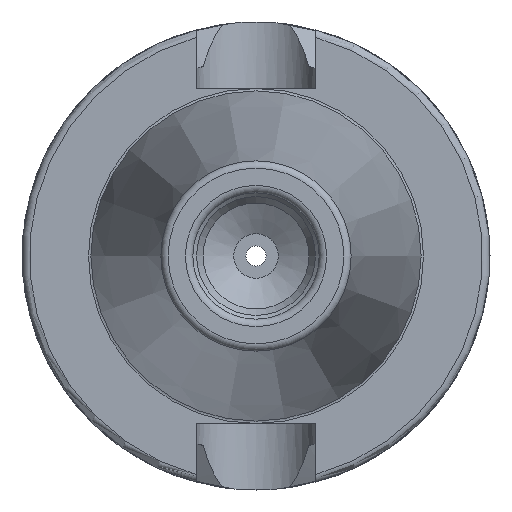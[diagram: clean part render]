
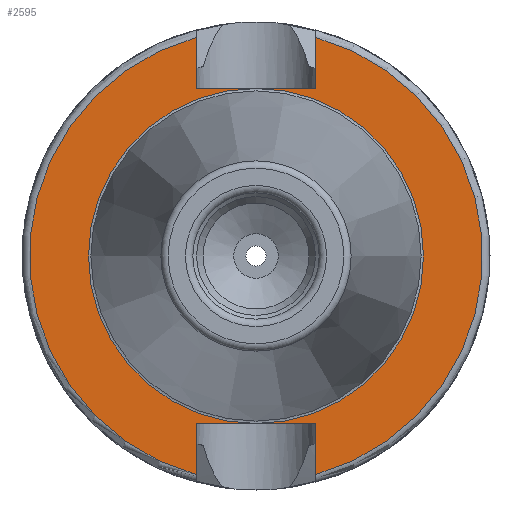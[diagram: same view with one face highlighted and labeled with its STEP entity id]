
A CAD part, left-side view. The second image highlights one B-rep face of the part: STEP entity #2595.
In plain terms, the highlighted planar face has unit normal (-1, 0, 0).
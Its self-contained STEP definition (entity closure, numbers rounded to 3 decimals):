
#846=CARTESIAN_POINT('',(2.,8.05,-22.6));
#847=VERTEX_POINT('',#846);
#854=CARTESIAN_POINT('',(2.,8.05,-29.418));
#855=VERTEX_POINT('',#854);
#856=CARTESIAN_POINT('',(2.,8.05,-29.418));
#857=DIRECTION('',(0.0,0.0,1.0));
#858=VECTOR('',#857,6.818);
#859=LINE('',#856,#858);
#860=EDGE_CURVE('',#855,#847,#859,.T.);
#937=CARTESIAN_POINT('',(2.,-8.05,-29.418));
#938=VERTEX_POINT('',#937);
#952=CARTESIAN_POINT('',(2.,-8.05,-22.6));
#953=VERTEX_POINT('',#952);
#954=CARTESIAN_POINT('',(2.,-8.05,-22.6));
#955=DIRECTION('',(0.0,0.0,-1.0));
#956=VECTOR('',#955,6.818);
#957=LINE('',#954,#956);
#958=EDGE_CURVE('',#953,#938,#957,.T.);
#975=CARTESIAN_POINT('',(2.,8.05,-22.6));
#976=DIRECTION('',(0.0,-1.0,0.0));
#977=VECTOR('',#976,16.1);
#978=LINE('',#975,#977);
#979=EDGE_CURVE('',#847,#953,#978,.T.);
#1194=CARTESIAN_POINT('',(2.,8.05,29.418));
#1195=VERTEX_POINT('',#1194);
#1196=CARTESIAN_POINT('',(2.,0.,0.0));
#1197=DIRECTION('',(1.0,0.0,0.0));
#1198=DIRECTION('',(0.0,1.0,0.0));
#1199=AXIS2_PLACEMENT_3D('',#1196,#1197,#1198);
#1200=CIRCLE('',#1199,30.5);
#1201=EDGE_CURVE('',#855,#1195,#1200,.T.);
#1280=CARTESIAN_POINT('',(2.,-8.05,22.6));
#1281=VERTEX_POINT('',#1280);
#1288=CARTESIAN_POINT('',(2.,-8.05,29.418));
#1289=VERTEX_POINT('',#1288);
#1290=CARTESIAN_POINT('',(2.,-8.05,29.418));
#1291=DIRECTION('',(0.0,0.0,-1.0));
#1292=VECTOR('',#1291,6.818);
#1293=LINE('',#1290,#1292);
#1294=EDGE_CURVE('',#1289,#1281,#1293,.T.);
#1344=CARTESIAN_POINT('',(2.,8.05,22.6));
#1345=VERTEX_POINT('',#1344);
#1346=CARTESIAN_POINT('',(2.,8.05,22.6));
#1347=DIRECTION('',(0.0,0.0,1.0));
#1348=VECTOR('',#1347,6.818);
#1349=LINE('',#1346,#1348);
#1350=EDGE_CURVE('',#1345,#1195,#1349,.T.);
#1367=CARTESIAN_POINT('',(2.,-8.05,22.6));
#1368=DIRECTION('',(0.0,1.0,0.0));
#1369=VECTOR('',#1368,16.1);
#1370=LINE('',#1367,#1369);
#1371=EDGE_CURVE('',#1281,#1345,#1370,.T.);
#2556=CARTESIAN_POINT('',(2.,22.55,0.0));
#2557=VERTEX_POINT('',#2556);
#2558=CARTESIAN_POINT('',(2.,0.,0.0));
#2559=DIRECTION('',(1.0,0.0,0.0));
#2560=DIRECTION('',(0.0,1.0,0.0));
#2561=AXIS2_PLACEMENT_3D('',#2558,#2559,#2560);
#2562=CIRCLE('',#2561,22.55);
#2563=EDGE_CURVE('',#2557,#2557,#2562,.T.);
#2571=CARTESIAN_POINT('',(2.,26.525,0.0));
#2572=DIRECTION('',(-1.0,0.0,0.0));
#2573=DIRECTION('',(0.0,0.0,1.0));
#2574=AXIS2_PLACEMENT_3D('',#2571,#2572,#2573);
#2575=PLANE('',#2574);
#2576=ORIENTED_EDGE('',*,*,#958,.T.);
#2577=CARTESIAN_POINT('',(2.,0.,0.0));
#2578=DIRECTION('',(1.0,0.0,0.0));
#2579=DIRECTION('',(0.0,1.0,0.0));
#2580=AXIS2_PLACEMENT_3D('',#2577,#2578,#2579);
#2581=CIRCLE('',#2580,30.5);
#2582=EDGE_CURVE('',#1289,#938,#2581,.T.);
#2583=ORIENTED_EDGE('',*,*,#2582,.F.);
#2584=ORIENTED_EDGE('',*,*,#1294,.T.);
#2585=ORIENTED_EDGE('',*,*,#1371,.T.);
#2586=ORIENTED_EDGE('',*,*,#1350,.T.);
#2587=ORIENTED_EDGE('',*,*,#1201,.F.);
#2588=ORIENTED_EDGE('',*,*,#860,.T.);
#2589=ORIENTED_EDGE('',*,*,#979,.T.);
#2590=EDGE_LOOP('',(#2576,#2583,#2584,#2585,#2586,#2587,#2588,#2589));
#2591=FACE_OUTER_BOUND('',#2590,.T.);
#2592=ORIENTED_EDGE('',*,*,#2563,.T.);
#2593=EDGE_LOOP('',(#2592));
#2594=FACE_BOUND('',#2593,.T.);
#2595=ADVANCED_FACE('',(#2591,#2594),#2575,.T.);
